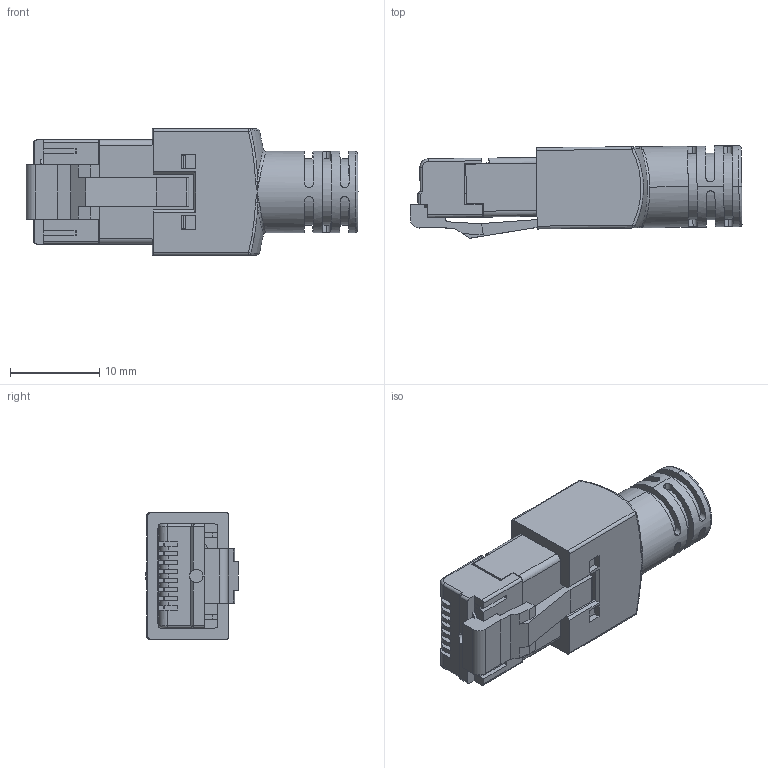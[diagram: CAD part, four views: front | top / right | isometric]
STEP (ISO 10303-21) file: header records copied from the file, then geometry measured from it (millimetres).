
FILE_DESCRIPTION (( 'STEP AP203' ), '1' );
FILE_NAME ('Customer-BB(090)A45(82-00108).STEP', '2020-05-26T09:55:35', ( '' ), ( '' ), 'SwSTEP 2.0', 'SolidWorks 2018', '' );
FILE_SCHEMA (( 'CONFIG_CONTROL_DESIGN' ));
Length unit declared in the file: millimetre
Products named in the file (1): Customer-BB(090)A45(82-00108)
Bounding box: 37.27 x 10.4 x 14.2 mm (x, y, z)
Volume: 3240.9 mm3; surface area: 2010 mm2
Topology: 1 solids, 1 shells, 346 faces, 944 edges, 602 vertices
Faces by surface type: plane 243, cylinder 73, bspline 16, torus 10, sphere 4
Entity records: 11445 total; most frequent: CARTESIAN_POINT 2793, ORIENTED_EDGE 1872, DIRECTION 1660, EDGE_CURVE 936, LINE 706, VECTOR 706, VERTEX_POINT 602, AXIS2_PLACEMENT_3D 477
